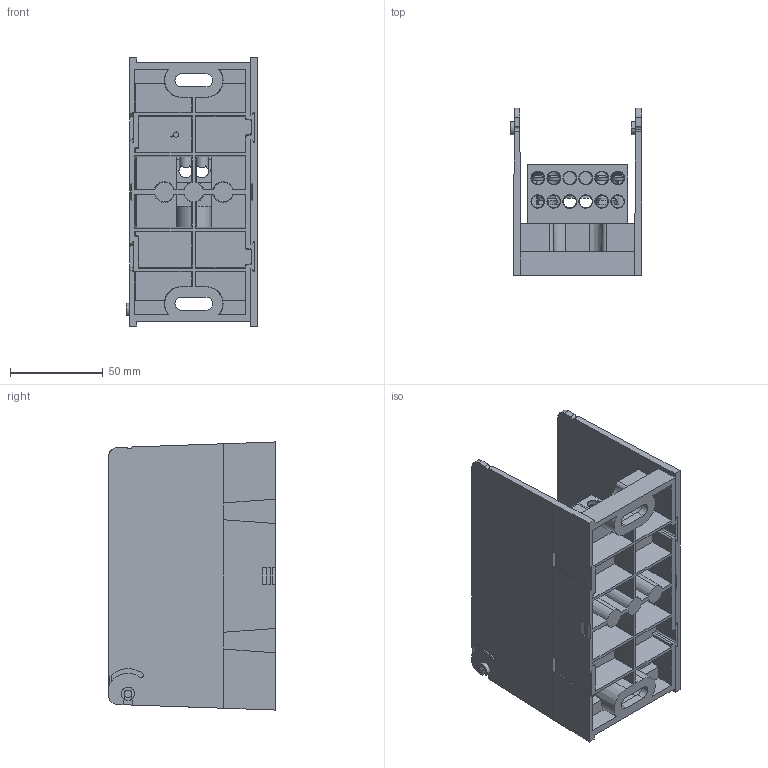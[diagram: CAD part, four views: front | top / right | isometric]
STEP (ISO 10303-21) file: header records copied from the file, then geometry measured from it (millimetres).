
FILE_DESCRIPTION (( 'STEP AP214' ), '1' );
FILE_NAME ('701996rev-1P.STEP', '2015-06-24T19:22:05', ( '' ), ( '' ), 'SwSTEP 2.0', 'SolidWorks 2014', '' );
FILE_SCHEMA (( 'AUTOMOTIVE_DESIGN' ));
Length unit declared in the file: inch
Products named in the file (1): 701996rev-1P
Bounding box: 71.25 x 90.17 x 144.78 mm (x, y, z)
Surface area: 109605.4 mm2 (no closed solid volume)
Topology: 0 solids, 30 shells, 484 faces, 1669 edges, 1177 vertices
Faces by surface type: plane 219, cylinder 139, cone 122, bspline 4
Entity records: 29552 total; most frequent: CARTESIAN_POINT 9797, ORIENTED_EDGE 2744, DIRECTION 2497, EDGE_CURVE 1658, VERTEX_POINT 1177, VECTOR 911, LINE 911, AXIS2_PLACEMENT_3D 793
